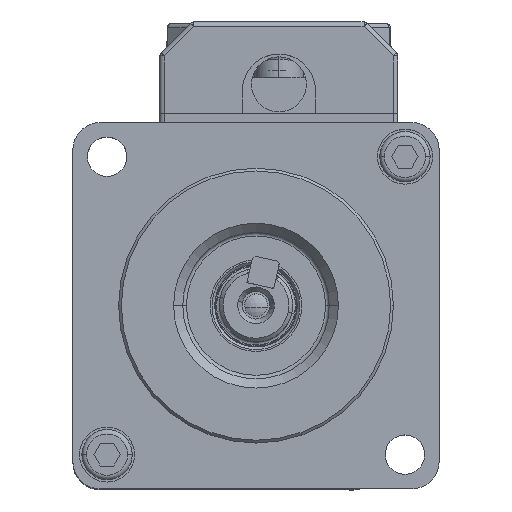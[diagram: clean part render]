
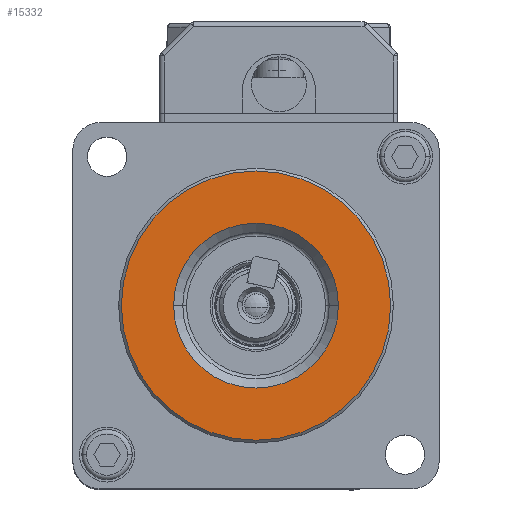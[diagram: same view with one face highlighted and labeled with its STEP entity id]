
A CAD part, top view. The second image highlights one B-rep face of the part: STEP entity #15332.
In plain terms, the highlighted planar face has unit normal (0, 0, 1).
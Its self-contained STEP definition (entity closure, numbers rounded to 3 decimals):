
#952 = EDGE_CURVE ( 'NONE', #14318, #25313, #16487, .T. ) ;
#1684 = EDGE_CURVE ( 'NONE', #8325, #8788, #10019, .T. ) ;
#2830 = DIRECTION ( 'NONE',  ( 0., 0., 1. ) ) ;
#3249 = PLANE ( 'NONE',  #11196 ) ;
#6652 = AXIS2_PLACEMENT_3D ( 'NONE', #9449, #24260, #11529 ) ;
#7632 = DIRECTION ( 'NONE',  ( 0., 0., -1. ) ) ;
#8325 = VERTEX_POINT ( 'NONE', #14432 ) ;
#8619 = ORIENTED_EDGE ( 'NONE', *, *, #1684, .T. ) ;
#8788 = VERTEX_POINT ( 'NONE', #19039 ) ;
#9001 = EDGE_CURVE ( 'NONE', #8788, #8325, #25485, .T. ) ;
#9169 = DIRECTION ( 'NONE',  ( -1., 0., 0. ) ) ;
#9324 = DIRECTION ( 'NONE',  ( 0., 0., -1. ) ) ;
#9449 = CARTESIAN_POINT ( 'NONE',  ( 0., 0., 9. ) ) ;
#10019 = CIRCLE ( 'NONE', #23317, 14.7 ) ;
#11196 = AXIS2_PLACEMENT_3D ( 'NONE', #20298, #7632, #22422 ) ;
#11529 = DIRECTION ( 'NONE',  ( -1., 0., 0. ) ) ;
#12136 = CARTESIAN_POINT ( 'NONE',  ( 9., 0., 9. ) ) ;
#12411 = CIRCLE ( 'NONE', #17659, 9. ) ;
#13001 = ORIENTED_EDGE ( 'NONE', *, *, #14735, .T. ) ;
#13209 = CARTESIAN_POINT ( 'NONE',  ( 0., 0., 9. ) ) ;
#13307 = DIRECTION ( 'NONE',  ( 0., 0., -1. ) ) ;
#14318 = VERTEX_POINT ( 'NONE', #24254 ) ;
#14432 = CARTESIAN_POINT ( 'NONE',  ( -14.7, 0., 9. ) ) ;
#14735 = EDGE_CURVE ( 'NONE', #25313, #14318, #12411, .T. ) ;
#14943 = AXIS2_PLACEMENT_3D ( 'NONE', #13209, #13307, #9169 ) ;
#15332 = ADVANCED_FACE ( 'NONE', ( #15349, #20350 ), #3249, .F. ) ;
#15349 = FACE_OUTER_BOUND ( 'NONE', #19375, .T. ) ;
#15511 = CARTESIAN_POINT ( 'NONE',  ( 0., 0., 9. ) ) ;
#16487 = CIRCLE ( 'NONE', #14943, 9. ) ;
#17659 = AXIS2_PLACEMENT_3D ( 'NONE', #21994, #9324, #24121 ) ;
#17674 = DIRECTION ( 'NONE',  ( -1., 0., 0. ) ) ;
#19039 = CARTESIAN_POINT ( 'NONE',  ( 14.7, 0., 9. ) ) ;
#19375 = EDGE_LOOP ( 'NONE', ( #8619, #21047 ) ) ;
#20298 = CARTESIAN_POINT ( 'NONE',  ( 0., 0., 9. ) ) ;
#20350 = FACE_BOUND ( 'NONE', #27011, .T. ) ;
#21047 = ORIENTED_EDGE ( 'NONE', *, *, #9001, .T. ) ;
#21994 = CARTESIAN_POINT ( 'NONE',  ( 0., 0., 9. ) ) ;
#22422 = DIRECTION ( 'NONE',  ( -1., 0., 0. ) ) ;
#23317 = AXIS2_PLACEMENT_3D ( 'NONE', #15511, #2830, #17674 ) ;
#24121 = DIRECTION ( 'NONE',  ( -1., 0., 0. ) ) ;
#24254 = CARTESIAN_POINT ( 'NONE',  ( -9., 0., 9. ) ) ;
#24260 = DIRECTION ( 'NONE',  ( 0., 0., 1. ) ) ;
#25313 = VERTEX_POINT ( 'NONE', #12136 ) ;
#25485 = CIRCLE ( 'NONE', #6652, 14.7 ) ;
#27011 = EDGE_LOOP ( 'NONE', ( #13001, #27384 ) ) ;
#27384 = ORIENTED_EDGE ( 'NONE', *, *, #952, .T. ) ;
